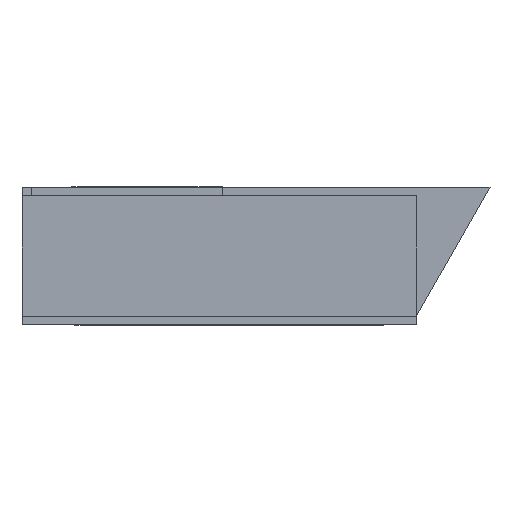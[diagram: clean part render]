
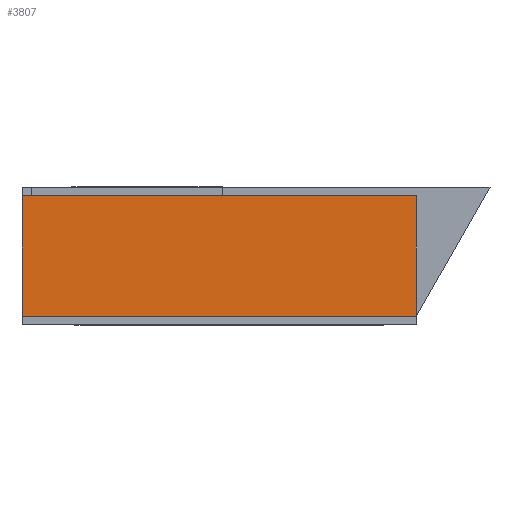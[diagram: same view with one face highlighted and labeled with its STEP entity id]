
A CAD part, left-side view. The second image highlights one B-rep face of the part: STEP entity #3807.
In plain terms, the highlighted planar face has unit normal (-1, 0, 0).
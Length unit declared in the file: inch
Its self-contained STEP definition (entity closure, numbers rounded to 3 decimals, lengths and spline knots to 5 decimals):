
#377=FACE_OUTER_BOUND('',#602,.T.);
#602=EDGE_LOOP('',(#3267,#3268,#3269,#3270));
#985=LINE('',#6261,#1386);
#986=LINE('',#6263,#1387);
#987=LINE('',#6265,#1388);
#988=LINE('',#6266,#1389);
#1386=VECTOR('',#5099,0.01);
#1387=VECTOR('',#5100,0.01);
#1388=VECTOR('',#5101,0.01);
#1389=VECTOR('',#5102,0.01);
#1865=VERTEX_POINT('',#6259);
#1866=VERTEX_POINT('',#6260);
#1867=VERTEX_POINT('',#6262);
#1868=VERTEX_POINT('',#6264);
#2349=EDGE_CURVE('',#1865,#1866,#985,.T.);
#2350=EDGE_CURVE('',#1866,#1867,#986,.T.);
#2351=EDGE_CURVE('',#1868,#1867,#987,.T.);
#2352=EDGE_CURVE('',#1865,#1868,#988,.T.);
#3267=ORIENTED_EDGE('',*,*,#2349,.T.);
#3268=ORIENTED_EDGE('',*,*,#2350,.T.);
#3269=ORIENTED_EDGE('',*,*,#2351,.F.);
#3270=ORIENTED_EDGE('',*,*,#2352,.F.);
#3619=PLANE('',#4204);
#3807=ADVANCED_FACE('',(#377),#3619,.T.);
#4204=AXIS2_PLACEMENT_3D('',#6258,#5097,#5098);
#5097=DIRECTION('center_axis',(-1.,0.,0.));
#5098=DIRECTION('ref_axis',(0.,-1.,0.));
#5099=DIRECTION('',(0.,-1.,0.));
#5100=DIRECTION('',(0.,0.,1.));
#5101=DIRECTION('',(0.,-1.,0.));
#5102=DIRECTION('',(0.,0.,1.));
#6258=CARTESIAN_POINT('Origin',(-0.003,0.152,0.));
#6259=CARTESIAN_POINT('',(-0.003,0.152,0.));
#6260=CARTESIAN_POINT('',(-0.003,-0.152,0.));
#6261=CARTESIAN_POINT('',(-0.003,0.152,0.));
#6262=CARTESIAN_POINT('',(-0.003,-0.152,0.093));
#6263=CARTESIAN_POINT('',(-0.003,-0.152,0.));
#6264=CARTESIAN_POINT('',(-0.003,0.152,0.093));
#6265=CARTESIAN_POINT('',(-0.003,0.152,0.093));
#6266=CARTESIAN_POINT('',(-0.003,0.152,0.));
